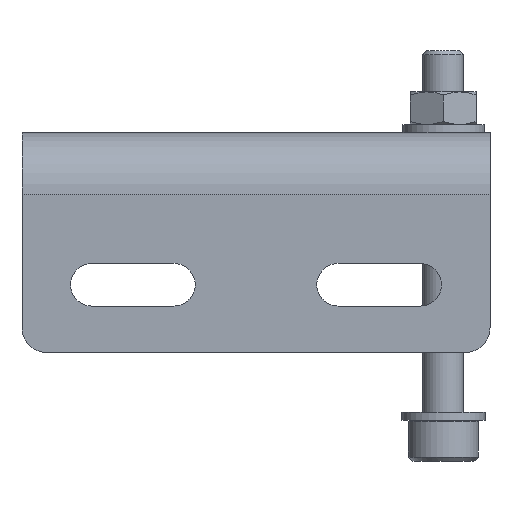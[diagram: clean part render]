
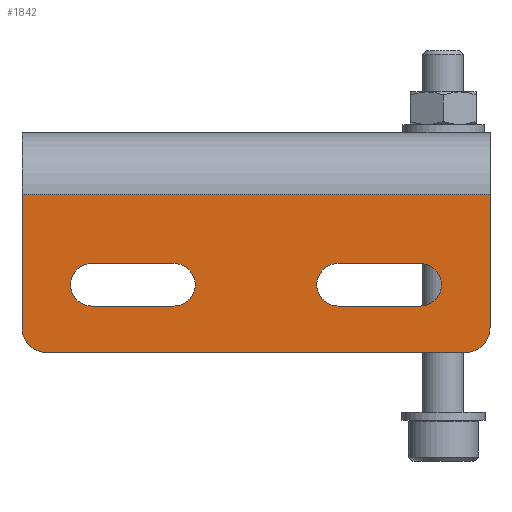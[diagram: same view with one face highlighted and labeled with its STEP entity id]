
A CAD part, front view. The second image highlights one B-rep face of the part: STEP entity #1842.
In plain terms, the highlighted planar face has unit normal (0, -1, 0).
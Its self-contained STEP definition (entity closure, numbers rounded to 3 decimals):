
#173=CIRCLE('',#2062,2.6);
#174=CIRCLE('',#2063,2.6);
#175=CIRCLE('',#2064,2.6);
#176=CIRCLE('',#2065,2.6);
#177=CIRCLE('',#2066,3.);
#178=CIRCLE('',#2067,3.);
#303=ORIENTED_EDGE('',*,*,#792,.T.);
#304=ORIENTED_EDGE('',*,*,#793,.T.);
#305=ORIENTED_EDGE('',*,*,#794,.T.);
#306=ORIENTED_EDGE('',*,*,#795,.T.);
#307=ORIENTED_EDGE('',*,*,#796,.T.);
#308=ORIENTED_EDGE('',*,*,#797,.T.);
#309=ORIENTED_EDGE('',*,*,#798,.T.);
#310=ORIENTED_EDGE('',*,*,#799,.T.);
#311=ORIENTED_EDGE('',*,*,#729,.T.);
#312=ORIENTED_EDGE('',*,*,#800,.T.);
#313=ORIENTED_EDGE('',*,*,#787,.F.);
#314=ORIENTED_EDGE('',*,*,#801,.T.);
#315=ORIENTED_EDGE('',*,*,#720,.F.);
#316=ORIENTED_EDGE('',*,*,#791,.T.);
#720=EDGE_CURVE('',#968,#969,#1140,.T.);
#729=EDGE_CURVE('',#978,#977,#1147,.T.);
#787=EDGE_CURVE('',#1031,#1032,#1167,.T.);
#791=EDGE_CURVE('',#968,#978,#1171,.T.);
#792=EDGE_CURVE('',#1035,#1036,#1172,.T.);
#793=EDGE_CURVE('',#1036,#1037,#173,.T.);
#794=EDGE_CURVE('',#1037,#1038,#1173,.T.);
#795=EDGE_CURVE('',#1038,#1035,#174,.T.);
#796=EDGE_CURVE('',#1039,#1040,#1174,.T.);
#797=EDGE_CURVE('',#1040,#1041,#175,.T.);
#798=EDGE_CURVE('',#1041,#1042,#1175,.T.);
#799=EDGE_CURVE('',#1042,#1039,#176,.T.);
#800=EDGE_CURVE('',#977,#1032,#177,.F.);
#801=EDGE_CURVE('',#1031,#969,#178,.F.);
#968=VERTEX_POINT('',#2804);
#969=VERTEX_POINT('',#2806);
#977=VERTEX_POINT('',#2823);
#978=VERTEX_POINT('',#2825);
#1031=VERTEX_POINT('',#2939);
#1032=VERTEX_POINT('',#2940);
#1035=VERTEX_POINT('',#2950);
#1036=VERTEX_POINT('',#2951);
#1037=VERTEX_POINT('',#2953);
#1038=VERTEX_POINT('',#2955);
#1039=VERTEX_POINT('',#2958);
#1040=VERTEX_POINT('',#2959);
#1041=VERTEX_POINT('',#2961);
#1042=VERTEX_POINT('',#2963);
#1140=LINE('',#2805,#1282);
#1147=LINE('',#2824,#1289);
#1167=LINE('',#2938,#1309);
#1171=LINE('',#2947,#1313);
#1172=LINE('',#2949,#1314);
#1173=LINE('',#2954,#1315);
#1174=LINE('',#2957,#1316);
#1175=LINE('',#2962,#1317);
#1282=VECTOR('',#2235,1000.);
#1289=VECTOR('',#2248,1000.);
#1309=VECTOR('',#2350,1000.);
#1313=VECTOR('',#2356,1000.);
#1314=VECTOR('',#2359,1000.);
#1315=VECTOR('',#2362,1000.);
#1316=VECTOR('',#2365,1000.);
#1317=VECTOR('',#2368,1000.);
#1448=EDGE_LOOP('',(#303,#304,#305,#306));
#1449=EDGE_LOOP('',(#307,#308,#309,#310));
#1450=EDGE_LOOP('',(#311,#312,#313,#314,#315,#316));
#1622=FACE_BOUND('',#1448,.T.);
#1623=FACE_BOUND('',#1449,.T.);
#1624=FACE_BOUND('',#1450,.T.);
#1775=PLANE('',#2061);
#1842=ADVANCED_FACE('',(#1622,#1623,#1624),#1775,.F.);
#2061=AXIS2_PLACEMENT_3D('',#2948,#2357,#2358);
#2062=AXIS2_PLACEMENT_3D('',#2952,#2360,#2361);
#2063=AXIS2_PLACEMENT_3D('',#2956,#2363,#2364);
#2064=AXIS2_PLACEMENT_3D('',#2960,#2366,#2367);
#2065=AXIS2_PLACEMENT_3D('',#2964,#2369,#2370);
#2066=AXIS2_PLACEMENT_3D('',#2965,#2371,#2372);
#2067=AXIS2_PLACEMENT_3D('',#2966,#2373,#2374);
#2235=DIRECTION('',(0.,0.,-1.));
#2248=DIRECTION('',(0.,0.,-1.));
#2350=DIRECTION('',(-1.,0.,0.));
#2356=DIRECTION('',(-1.,0.,0.));
#2357=DIRECTION('',(0.,1.,0.));
#2358=DIRECTION('',(0.,0.,1.));
#2359=DIRECTION('',(-1.,0.,0.));
#2360=DIRECTION('',(0.,1.,0.));
#2361=DIRECTION('',(1.,0.,0.));
#2362=DIRECTION('',(1.,0.,0.));
#2363=DIRECTION('',(0.,1.,0.));
#2364=DIRECTION('',(1.,0.,0.));
#2365=DIRECTION('',(-1.,0.,0.));
#2366=DIRECTION('',(0.,1.,0.));
#2367=DIRECTION('',(1.,0.,0.));
#2368=DIRECTION('',(1.,0.,0.));
#2369=DIRECTION('',(0.,1.,0.));
#2370=DIRECTION('',(1.,0.,0.));
#2371=DIRECTION('',(0.,1.,0.));
#2372=DIRECTION('',(0.,0.,1.));
#2373=DIRECTION('',(0.,1.,0.));
#2374=DIRECTION('',(0.,0.,1.));
#2804=CARTESIAN_POINT('',(28.5,0.,-7.5));
#2805=CARTESIAN_POINT('',(28.5,0.,-7.5));
#2806=CARTESIAN_POINT('',(28.5,0.,-23.75));
#2823=CARTESIAN_POINT('',(-28.5,0.,-23.75));
#2824=CARTESIAN_POINT('',(-28.5,0.,-7.5));
#2825=CARTESIAN_POINT('',(-28.5,0.,-7.5));
#2938=CARTESIAN_POINT('',(28.5,0.,-26.75));
#2939=CARTESIAN_POINT('',(25.5,0.,-26.75));
#2940=CARTESIAN_POINT('',(-25.5,0.,-26.75));
#2947=CARTESIAN_POINT('',(28.5,0.,-7.5));
#2948=CARTESIAN_POINT('',(28.5,0.,-7.5));
#2949=CARTESIAN_POINT('',(-10.,0.,-21.1));
#2950=CARTESIAN_POINT('',(-10.,0.,-21.1));
#2951=CARTESIAN_POINT('',(-20.,0.,-21.1));
#2952=CARTESIAN_POINT('',(-20.,0.,-18.5));
#2953=CARTESIAN_POINT('',(-20.,0.,-15.9));
#2954=CARTESIAN_POINT('',(-20.,0.,-15.9));
#2955=CARTESIAN_POINT('',(-10.,0.,-15.9));
#2956=CARTESIAN_POINT('',(-10.,0.,-18.5));
#2957=CARTESIAN_POINT('',(20.,0.,-21.1));
#2958=CARTESIAN_POINT('',(20.,0.,-21.1));
#2959=CARTESIAN_POINT('',(10.,0.,-21.1));
#2960=CARTESIAN_POINT('',(10.,0.,-18.5));
#2961=CARTESIAN_POINT('',(10.,0.,-15.9));
#2962=CARTESIAN_POINT('',(10.,0.,-15.9));
#2963=CARTESIAN_POINT('',(20.,0.,-15.9));
#2964=CARTESIAN_POINT('',(20.,0.,-18.5));
#2965=CARTESIAN_POINT('',(-25.5,0.,-23.75));
#2966=CARTESIAN_POINT('',(25.5,0.,-23.75));
